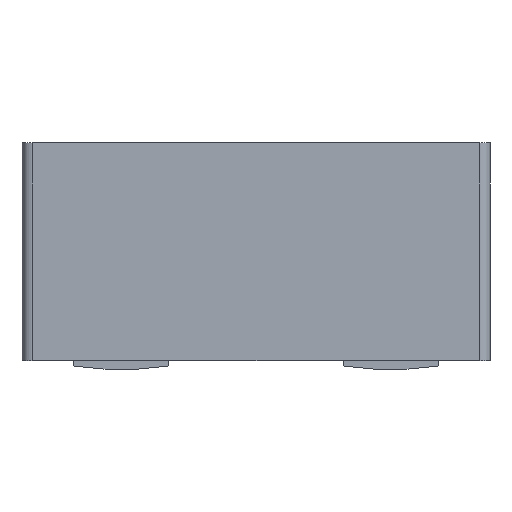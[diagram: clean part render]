
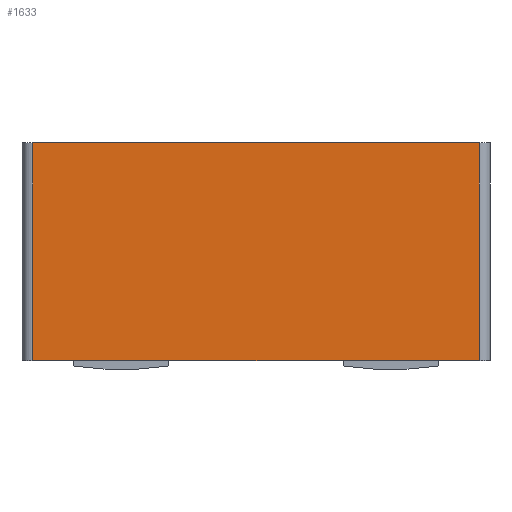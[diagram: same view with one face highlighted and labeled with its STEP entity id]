
A CAD part, left-side view. The second image highlights one B-rep face of the part: STEP entity #1633.
In plain terms, the highlighted planar face has unit normal (-1, 0, 0).
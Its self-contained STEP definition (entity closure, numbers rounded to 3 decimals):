
#873=CARTESIAN_POINT('',(-2.15,2.05,2.));
#874=VERTEX_POINT('',#873);
#875=CARTESIAN_POINT('',(-2.15,-2.05,2.));
#876=VERTEX_POINT('',#875);
#877=CARTESIAN_POINT('',(-2.15,2.05,2.));
#878=DIRECTION('',(0.,-1.,0.));
#879=VECTOR('',#878,4.1);
#880=LINE('',#877,#879);
#881=EDGE_CURVE('',#874,#876,#880,.T.);
#1603=CARTESIAN_POINT('',(-2.15,0.,1.));
#1604=DIRECTION('',(0.,-1.,0.));
#1605=DIRECTION('',(-1.,0.,0.));
#1606=AXIS2_PLACEMENT_3D('',#1603,#1605,#1604);
#1607=PLANE('',#1606);
#1608=CARTESIAN_POINT('',(-2.15,2.05,0.));
#1609=VERTEX_POINT('',#1608);
#1610=CARTESIAN_POINT('',(-2.15,-2.05,0.));
#1611=VERTEX_POINT('',#1610);
#1612=CARTESIAN_POINT('',(-2.15,2.05,0.));
#1613=DIRECTION('',(0.,-1.,0.));
#1614=VECTOR('',#1613,4.1);
#1615=LINE('',#1612,#1614);
#1616=EDGE_CURVE('',#1609,#1611,#1615,.T.);
#1617=ORIENTED_EDGE('',*,*,#1616,.T.);
#1618=CARTESIAN_POINT('',(-2.15,-2.05,0.));
#1619=DIRECTION('',(0.,0.,1.));
#1620=VECTOR('',#1619,2.);
#1621=LINE('',#1618,#1620);
#1622=EDGE_CURVE('',#1611,#876,#1621,.T.);
#1623=ORIENTED_EDGE('',*,*,#1622,.T.);
#1624=ORIENTED_EDGE('',*,*,#881,.F.);
#1625=CARTESIAN_POINT('',(-2.15,2.05,0.));
#1626=DIRECTION('',(0.,0.,1.));
#1627=VECTOR('',#1626,2.);
#1628=LINE('',#1625,#1627);
#1629=EDGE_CURVE('',#1609,#874,#1628,.T.);
#1630=ORIENTED_EDGE('',*,*,#1629,.F.);
#1631=EDGE_LOOP('',(#1617,#1623,#1624,#1630));
#1632=FACE_OUTER_BOUND('',#1631,.T.);
#1633=ADVANCED_FACE('',(#1632),#1607,.T.);
